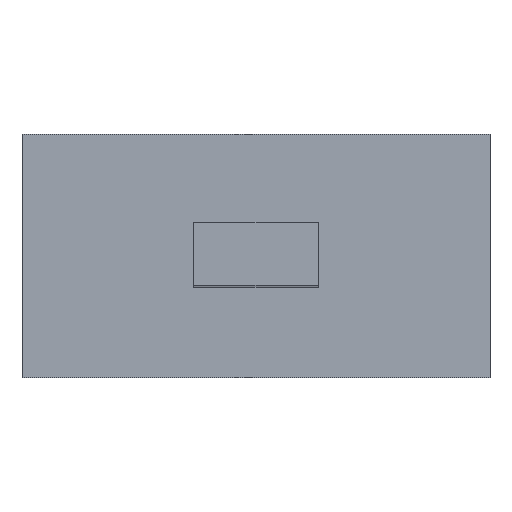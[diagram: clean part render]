
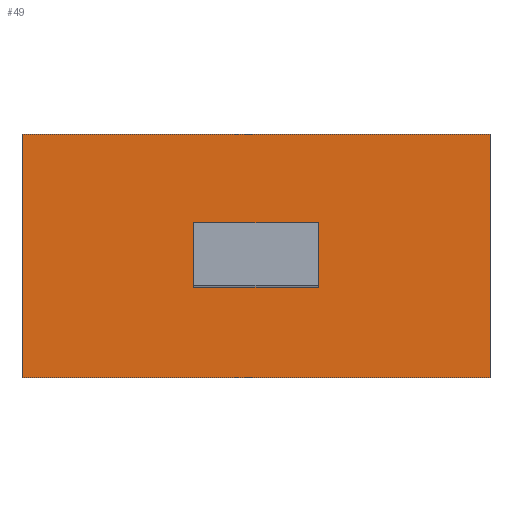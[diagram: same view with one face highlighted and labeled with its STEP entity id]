
A CAD part, top view. The second image highlights one B-rep face of the part: STEP entity #49.
In plain terms, the highlighted planar face has unit normal (0, 0, 1).
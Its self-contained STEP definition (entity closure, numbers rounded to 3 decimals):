
#16 = CARTESIAN_POINT ( 'NONE',  ( -10., 5., 20. ) ) ;
#32 = ORIENTED_EDGE ( 'NONE', *, *, #452, .T. ) ;
#34 = VECTOR ( 'NONE', #271, 1000. ) ;
#49 = ADVANCED_FACE ( 'NONE', ( #477, #451 ), #337, .F. ) ;
#52 = VERTEX_POINT ( 'NONE', #458 ) ;
#53 = VECTOR ( 'NONE', #146, 1000. ) ;
#61 = CARTESIAN_POINT ( 'NONE',  ( -37.5, -19.5, 20. ) ) ;
#71 = LINE ( 'NONE', #225, #193 ) ;
#73 = CARTESIAN_POINT ( 'NONE',  ( -37.5, -19.5, 20. ) ) ;
#82 = EDGE_CURVE ( 'NONE', #109, #145, #448, .T. ) ;
#95 = LINE ( 'NONE', #393, #485 ) ;
#105 = LINE ( 'NONE', #211, #176 ) ;
#107 = EDGE_CURVE ( 'NONE', #305, #123, #105, .T. ) ;
#109 = VERTEX_POINT ( 'NONE', #301 ) ;
#112 = ORIENTED_EDGE ( 'NONE', *, *, #82, .F. ) ;
#114 = CARTESIAN_POINT ( 'NONE',  ( 10., -5., 20. ) ) ;
#123 = VERTEX_POINT ( 'NONE', #16 ) ;
#144 = DIRECTION ( 'NONE',  ( 0., -1., 0. ) ) ;
#145 = VERTEX_POINT ( 'NONE', #386 ) ;
#146 = DIRECTION ( 'NONE',  ( 1., 0., 0. ) ) ;
#162 = ORIENTED_EDGE ( 'NONE', *, *, #166, .F. ) ;
#166 = EDGE_CURVE ( 'NONE', #123, #109, #95, .T. ) ;
#168 = DIRECTION ( 'NONE',  ( -1., 0., 0. ) ) ;
#170 = CARTESIAN_POINT ( 'NONE',  ( 10., -5., 20. ) ) ;
#176 = VECTOR ( 'NONE', #168, 1000. ) ;
#179 = CARTESIAN_POINT ( 'NONE',  ( -37.5, 19.5, 20. ) ) ;
#187 = CARTESIAN_POINT ( 'NONE',  ( 37.5, 19.5, 20. ) ) ;
#193 = VECTOR ( 'NONE', #431, 1000. ) ;
#198 = ORIENTED_EDGE ( 'NONE', *, *, #492, .F. ) ;
#211 = CARTESIAN_POINT ( 'NONE',  ( 10., 5., 20. ) ) ;
#225 = CARTESIAN_POINT ( 'NONE',  ( 37.5, -19.5, 20. ) ) ;
#229 = ORIENTED_EDGE ( 'NONE', *, *, #444, .T. ) ;
#234 = VECTOR ( 'NONE', #446, 1000. ) ;
#246 = DIRECTION ( 'NONE',  ( 0., 0., -1. ) ) ;
#250 = CARTESIAN_POINT ( 'NONE',  ( 10., 5., 20. ) ) ;
#271 = DIRECTION ( 'NONE',  ( 0., 1., 0. ) ) ;
#273 = VERTEX_POINT ( 'NONE', #179 ) ;
#274 = LINE ( 'NONE', #61, #53 ) ;
#286 = ORIENTED_EDGE ( 'NONE', *, *, #518, .T. ) ;
#288 = VERTEX_POINT ( 'NONE', #379 ) ;
#301 = CARTESIAN_POINT ( 'NONE',  ( -10., -5., 20. ) ) ;
#305 = VERTEX_POINT ( 'NONE', #250 ) ;
#307 = EDGE_LOOP ( 'NONE', ( #162, #355, #198, #112 ) ) ;
#330 = CARTESIAN_POINT ( 'NONE',  ( 0., 0., 20. ) ) ;
#331 = LINE ( 'NONE', #517, #445 ) ;
#337 = PLANE ( 'NONE',  #382 ) ;
#355 = ORIENTED_EDGE ( 'NONE', *, *, #107, .F. ) ;
#358 = DIRECTION ( 'NONE',  ( -1., 0., 0. ) ) ;
#359 = VECTOR ( 'NONE', #412, 1000. ) ;
#374 = VERTEX_POINT ( 'NONE', #187 ) ;
#379 = CARTESIAN_POINT ( 'NONE',  ( -37.5, -19.5, 20. ) ) ;
#382 = AXIS2_PLACEMENT_3D ( 'NONE', #330, #246, #501 ) ;
#386 = CARTESIAN_POINT ( 'NONE',  ( 10., -5., 20. ) ) ;
#393 = CARTESIAN_POINT ( 'NONE',  ( -10., -5., 20. ) ) ;
#412 = DIRECTION ( 'NONE',  ( 1., 0., 0. ) ) ;
#431 = DIRECTION ( 'NONE',  ( 0., 1., 0. ) ) ;
#435 = ORIENTED_EDGE ( 'NONE', *, *, #505, .T. ) ;
#444 = EDGE_CURVE ( 'NONE', #288, #52, #274, .T. ) ;
#445 = VECTOR ( 'NONE', #358, 1000. ) ;
#446 = DIRECTION ( 'NONE',  ( 0., -1., 0. ) ) ;
#448 = LINE ( 'NONE', #170, #359 ) ;
#451 = FACE_BOUND ( 'NONE', #307, .T. ) ;
#452 = EDGE_CURVE ( 'NONE', #52, #374, #71, .T. ) ;
#453 = LINE ( 'NONE', #73, #234 ) ;
#458 = CARTESIAN_POINT ( 'NONE',  ( 37.5, -19.5, 20. ) ) ;
#466 = LINE ( 'NONE', #114, #34 ) ;
#477 = FACE_OUTER_BOUND ( 'NONE', #482, .T. ) ;
#482 = EDGE_LOOP ( 'NONE', ( #32, #286, #435, #229 ) ) ;
#485 = VECTOR ( 'NONE', #144, 1000. ) ;
#492 = EDGE_CURVE ( 'NONE', #145, #305, #466, .T. ) ;
#501 = DIRECTION ( 'NONE',  ( -1., 0., 0. ) ) ;
#505 = EDGE_CURVE ( 'NONE', #273, #288, #453, .T. ) ;
#517 = CARTESIAN_POINT ( 'NONE',  ( -37.5, 19.5, 20. ) ) ;
#518 = EDGE_CURVE ( 'NONE', #374, #273, #331, .T. ) ;
